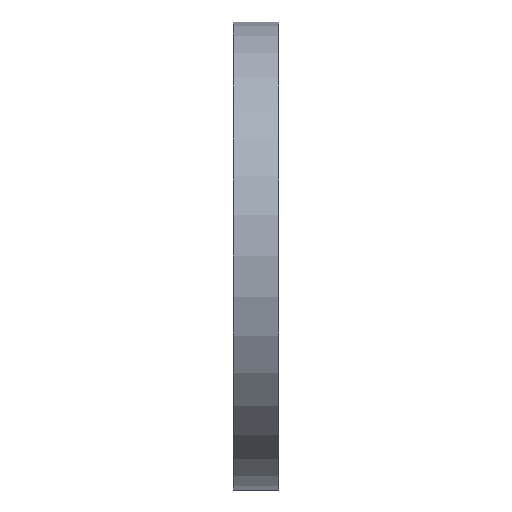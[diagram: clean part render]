
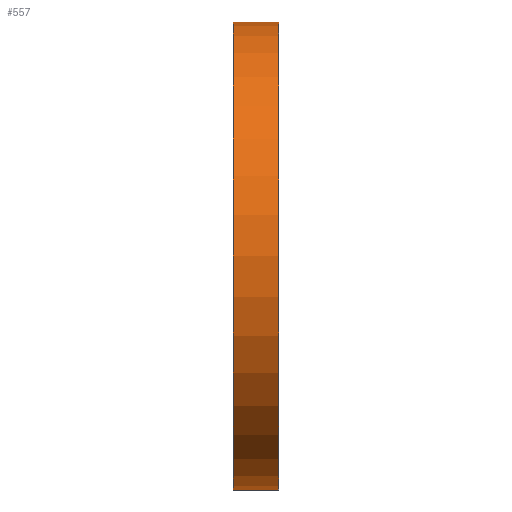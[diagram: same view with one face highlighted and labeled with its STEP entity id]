
A CAD part, left-side view. The second image highlights one B-rep face of the part: STEP entity #557.
In plain terms, the highlighted cylindrical face has radius 26 mm (diameter 52 mm), a partial arc.
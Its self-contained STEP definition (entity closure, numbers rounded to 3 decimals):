
#2 = CARTESIAN_POINT ( 'NONE',  ( 0., 0., 0. ) ) ;
#51 = CYLINDRICAL_SURFACE ( 'NONE', #448, 26. ) ;
#62 = LINE ( 'NONE', #348, #434 ) ;
#78 = DIRECTION ( 'NONE',  ( 0., 0., 1. ) ) ;
#83 = DIRECTION ( 'NONE',  ( 0., -1., 0. ) ) ;
#96 = VECTOR ( 'NONE', #83, 1000. ) ;
#107 = ORIENTED_EDGE ( 'NONE', *, *, #223, .T. ) ;
#137 = AXIS2_PLACEMENT_3D ( 'NONE', #2, #353, #510 ) ;
#173 = DIRECTION ( 'NONE',  ( 0., -1., 0. ) ) ;
#191 = LINE ( 'NONE', #226, #96 ) ;
#217 = EDGE_LOOP ( 'NONE', ( #222, #539, #325, #107 ) ) ;
#219 = CIRCLE ( 'NONE', #462, 26. ) ;
#222 = ORIENTED_EDGE ( 'NONE', *, *, #543, .F. ) ;
#223 = EDGE_CURVE ( 'NONE', #246, #428, #376, .T. ) ;
#224 = DIRECTION ( 'NONE',  ( 0., 1., 0. ) ) ;
#226 = CARTESIAN_POINT ( 'NONE',  ( 0., 5., 26. ) ) ;
#238 = DIRECTION ( 'NONE',  ( 0., -1., 0. ) ) ;
#246 = VERTEX_POINT ( 'NONE', #248 ) ;
#248 = CARTESIAN_POINT ( 'NONE',  ( 0., 0., -26. ) ) ;
#270 = CARTESIAN_POINT ( 'NONE',  ( 0., 0., 26. ) ) ;
#325 = ORIENTED_EDGE ( 'NONE', *, *, #600, .T. ) ;
#348 = CARTESIAN_POINT ( 'NONE',  ( 0., 5., -26. ) ) ;
#350 = FACE_OUTER_BOUND ( 'NONE', #217, .T. ) ;
#353 = DIRECTION ( 'NONE',  ( 0., 1., 0. ) ) ;
#376 = CIRCLE ( 'NONE', #137, 26. ) ;
#385 = CARTESIAN_POINT ( 'NONE',  ( 0., 5., 0. ) ) ;
#397 = CARTESIAN_POINT ( 'NONE',  ( 0., 5., 26. ) ) ;
#428 = VERTEX_POINT ( 'NONE', #270 ) ;
#433 = CARTESIAN_POINT ( 'NONE',  ( 0., 5., 0. ) ) ;
#434 = VECTOR ( 'NONE', #238, 1000. ) ;
#448 = AXIS2_PLACEMENT_3D ( 'NONE', #385, #173, #541 ) ;
#462 = AXIS2_PLACEMENT_3D ( 'NONE', #433, #224, #78 ) ;
#510 = DIRECTION ( 'NONE',  ( 0., 0., 1. ) ) ;
#535 = EDGE_CURVE ( 'NONE', #566, #627, #219, .T. ) ;
#539 = ORIENTED_EDGE ( 'NONE', *, *, #535, .F. ) ;
#541 = DIRECTION ( 'NONE',  ( 0., 0., -1. ) ) ;
#543 = EDGE_CURVE ( 'NONE', #627, #428, #191, .T. ) ;
#557 = ADVANCED_FACE ( 'NONE', ( #350 ), #51, .T. ) ;
#566 = VERTEX_POINT ( 'NONE', #590 ) ;
#590 = CARTESIAN_POINT ( 'NONE',  ( 0., 5., -26. ) ) ;
#600 = EDGE_CURVE ( 'NONE', #566, #246, #62, .T. ) ;
#627 = VERTEX_POINT ( 'NONE', #397 ) ;
